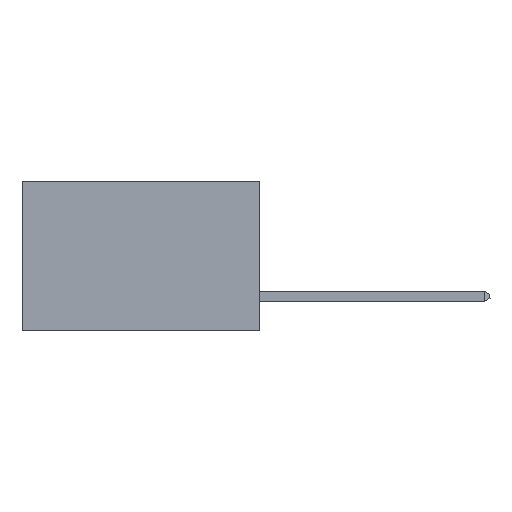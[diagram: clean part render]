
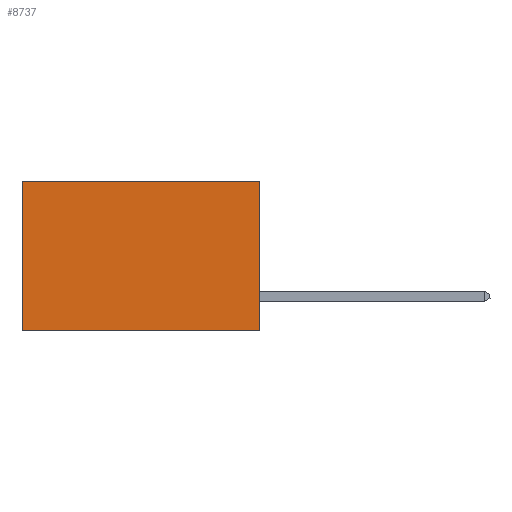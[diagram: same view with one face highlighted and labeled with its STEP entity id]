
A CAD part, left-side view. The second image highlights one B-rep face of the part: STEP entity #8737.
In plain terms, the highlighted planar face has unit normal (-1, 0, 0).
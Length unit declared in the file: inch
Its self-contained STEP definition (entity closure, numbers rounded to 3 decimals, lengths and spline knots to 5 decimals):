
#253 = LINE ( 'NONE', #13801, #3009 ) ;
#312 = DIRECTION ( 'NONE',  ( 0., 1., 0. ) ) ;
#721 = EDGE_CURVE ( 'NONE', #11869, #2896, #5806, .T. ) ;
#1292 = EDGE_CURVE ( 'NONE', #11818, #10550, #253, .T. ) ;
#2236 = ORIENTED_EDGE ( 'NONE', *, *, #3214, .T. ) ;
#2275 = CARTESIAN_POINT ( 'NONE',  ( 0.277, 0., 0. ) ) ;
#2857 = VECTOR ( 'NONE', #7155, 39.37008 ) ;
#2896 = VERTEX_POINT ( 'NONE', #3403 ) ;
#2968 = CARTESIAN_POINT ( 'NONE',  ( 0.277, 0., -0.37 ) ) ;
#3009 = VECTOR ( 'NONE', #312, 39.37008 ) ;
#3214 = EDGE_CURVE ( 'NONE', #2896, #10550, #11900, .T. ) ;
#3403 = CARTESIAN_POINT ( 'NONE',  ( 0.277, 0.59, 0. ) ) ;
#3643 = VECTOR ( 'NONE', #5148, 39.37008 ) ;
#3720 = EDGE_LOOP ( 'NONE', ( #2236, #8186, #14196, #8547 ) ) ;
#3946 = CARTESIAN_POINT ( 'NONE',  ( 0.277, 0.59, -0.37 ) ) ;
#4606 = DIRECTION ( 'NONE',  ( 0., 0., -1. ) ) ;
#4608 = PLANE ( 'NONE',  #11490 ) ;
#5148 = DIRECTION ( 'NONE',  ( 0., 0., -1. ) ) ;
#5707 = DIRECTION ( 'NONE',  ( 0., 0., -1. ) ) ;
#5806 = LINE ( 'NONE', #10024, #2857 ) ;
#6629 = EDGE_CURVE ( 'NONE', #11869, #11818, #11460, .T. ) ;
#6745 = CARTESIAN_POINT ( 'NONE',  ( 0.277, 0., -0.37 ) ) ;
#7155 = DIRECTION ( 'NONE',  ( 0., 1., 0. ) ) ;
#8186 = ORIENTED_EDGE ( 'NONE', *, *, #1292, .F. ) ;
#8457 = VECTOR ( 'NONE', #4606, 39.37008 ) ;
#8547 = ORIENTED_EDGE ( 'NONE', *, *, #721, .T. ) ;
#8737 = ADVANCED_FACE ( 'NONE', ( #14673 ), #4608, .F. ) ;
#8871 = CARTESIAN_POINT ( 'NONE',  ( 0.277, 0., -0.37 ) ) ;
#8987 = CARTESIAN_POINT ( 'NONE',  ( 0.277, 0.59, -0.37 ) ) ;
#10024 = CARTESIAN_POINT ( 'NONE',  ( 0.277, 0., 0. ) ) ;
#10550 = VERTEX_POINT ( 'NONE', #8987 ) ;
#11460 = LINE ( 'NONE', #2968, #8457 ) ;
#11490 = AXIS2_PLACEMENT_3D ( 'NONE', #6745, #12478, #5707 ) ;
#11818 = VERTEX_POINT ( 'NONE', #8871 ) ;
#11869 = VERTEX_POINT ( 'NONE', #2275 ) ;
#11900 = LINE ( 'NONE', #3946, #3643 ) ;
#12478 = DIRECTION ( 'NONE',  ( 1., 0., 0. ) ) ;
#13801 = CARTESIAN_POINT ( 'NONE',  ( 0.277, 0., -0.37 ) ) ;
#14196 = ORIENTED_EDGE ( 'NONE', *, *, #6629, .F. ) ;
#14673 = FACE_OUTER_BOUND ( 'NONE', #3720, .T. ) ;
